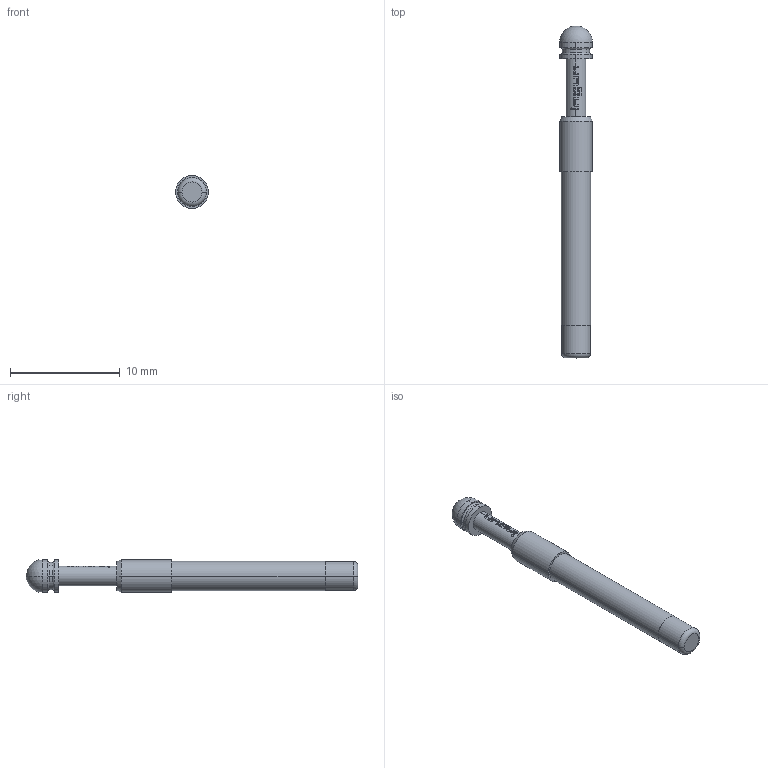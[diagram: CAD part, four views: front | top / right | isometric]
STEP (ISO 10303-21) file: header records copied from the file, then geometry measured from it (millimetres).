
FILE_DESCRIPTION (( 'STEP AP203' ), '1' );
FILE_NAME ('INGUN_HSS-120_305_300_A_xx05.STEP', '2021-01-17T11:19:59', ( '' ), ( '' ), 'SwSTEP 2.0', 'SolidWorks 2018', '' );
FILE_SCHEMA (( 'CONFIG_CONTROL_DESIGN' ));
Length unit declared in the file: millimetre
Products named in the file (1): INGUN_HSS-120_305_300_A_xx05
Bounding box: 3 x 30.3 x 3 mm (x, y, z)
Volume: 158.2 mm3; surface area: 262.4 mm2
Topology: 1 solids, 1 shells, 112 faces, 304 edges, 199 vertices
Faces by surface type: bspline 41, cylinder 33, plane 28, torus 6, sphere 2, cone 2
Entity records: 4610 total; most frequent: CARTESIAN_POINT 2238, ORIENTED_EDGE 604, EDGE_CURVE 302, DIRECTION 270, B_SPLINE_CURVE_WITH_KNOTS 222, VERTEX_POINT 199, EDGE_LOOP 119, AXIS2_PLACEMENT_3D 118
